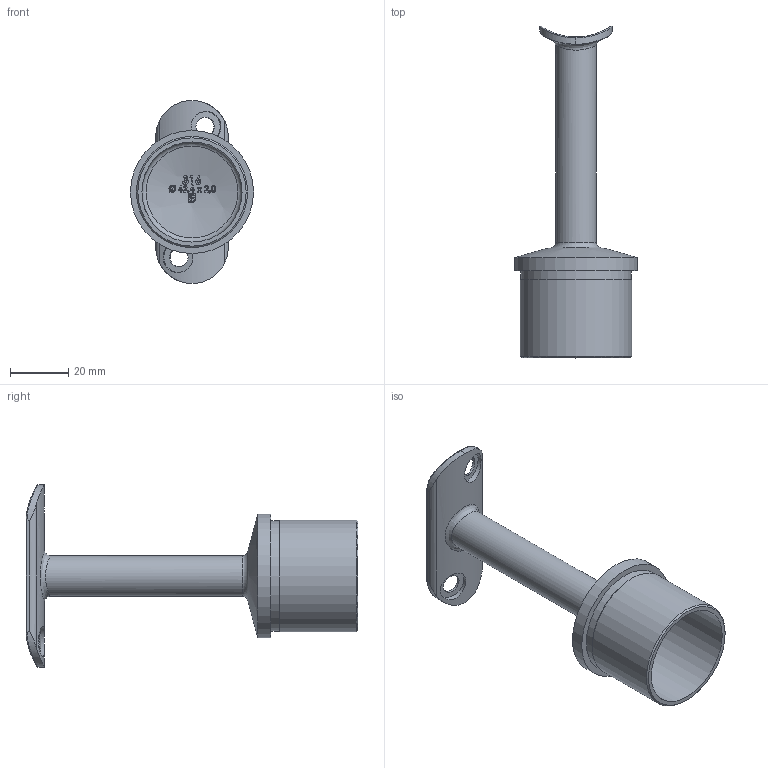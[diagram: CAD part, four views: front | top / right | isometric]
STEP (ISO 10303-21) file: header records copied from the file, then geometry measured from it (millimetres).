
FILE_DESCRIPTION (( 'STEP AP203' ), '1' );
FILE_NAME ('60421-V4A.step', '2021-08-18T11:12:41', ( '' ), ( '' ), 'SwSTEP 2.0', 'SolidWorks 2018', '' );
FILE_SCHEMA (( 'CONFIG_CONTROL_DESIGN' ));
Length unit declared in the file: millimetre
Products named in the file (2): 60421-V4A
Bounding box: 42.4 x 114.3 x 63 mm (x, y, z)
Volume: 27034.4 mm3; surface area: 16680.5 mm2
Topology: 1 solids, 1 shells, 522 faces, 1370 edges, 910 vertices
Faces by surface type: plane 275, bspline 170, cylinder 53, sphere 21, torus 2, cone 1
Full cylindrical faces by diameter (mm): 6.5 x2, 10.5 x2, 14 x1, 34.5 x1, 37.9 x1, 38.3 x1, 42.4 x1
Entity records: 24268 total; most frequent: CARTESIAN_POINT 12340, ORIENTED_EDGE 2714, DIRECTION 1995, EDGE_CURVE 1357, VERTEX_POINT 910, AXIS2_PLACEMENT_3D 714, EDGE_LOOP 599, LINE 567
